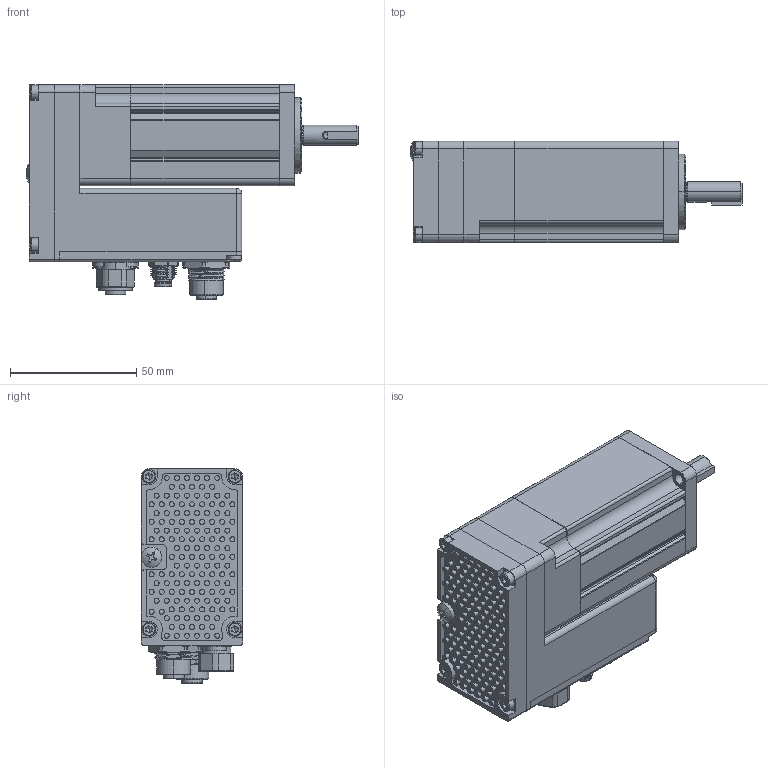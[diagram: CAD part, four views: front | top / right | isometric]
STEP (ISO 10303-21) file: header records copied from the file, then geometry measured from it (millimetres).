
FILE_DESCRIPTION (( 'STEP AP214' ), '1' );
FILE_NAME ('MDX40 100W IP65 RC.STEP', '2023-11-27T02:29:23', ( '' ), ( '' ), 'SwSTEP 2.0', 'SolidWorks 2015', '' );
FILE_SCHEMA (( 'AUTOMOTIVE_DESIGN' ));
Length unit declared in the file: millimetre
Products named in the file (1): MDX40 100W IP65 RC
Bounding box: 131.36 x 40 x 84.8 mm (x, y, z)
Surface area: 45605.7 mm2 (no closed solid volume)
Topology: 0 solids, 41 shells, 1341 faces, 3851 edges, 2643 vertices
Faces by surface type: cylinder 643, plane 484, bspline 110, cone 65, torus 27, sphere 12
Entity records: 86264 total; most frequent: CARTESIAN_POINT 37389, DIRECTION 7112, ORIENTED_EDGE 6595, EDGE_CURVE 3818, AXIS2_PLACEMENT_3D 2752, VERTEX_POINT 2643, VECTOR 1608, LINE 1608
